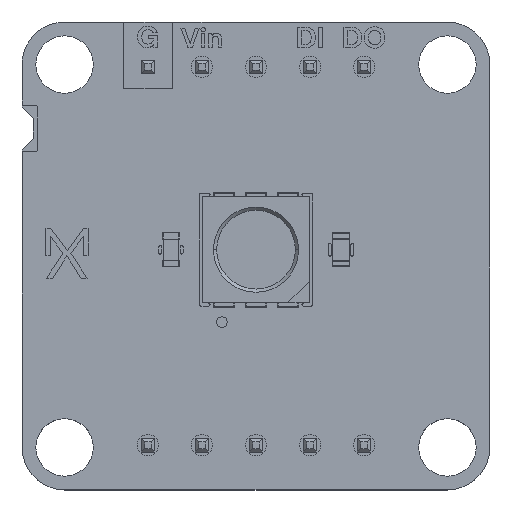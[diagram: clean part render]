
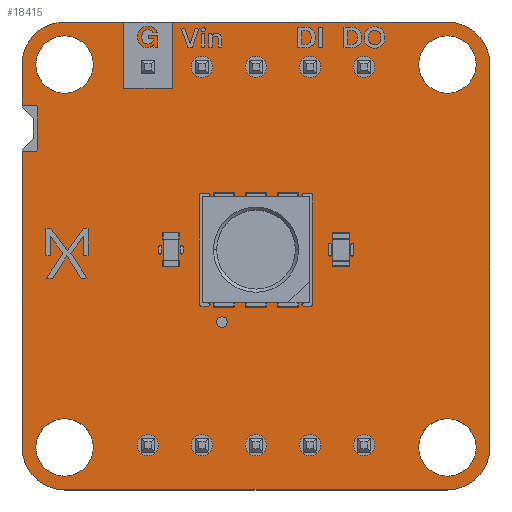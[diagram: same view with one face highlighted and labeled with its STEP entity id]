
A CAD part, top view. The second image highlights one B-rep face of the part: STEP entity #18415.
In plain terms, the highlighted planar face has unit normal (0, 0, 1).
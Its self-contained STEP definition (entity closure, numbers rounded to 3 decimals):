
#18080 = VERTEX_POINT('',#18081);
#18081 = CARTESIAN_POINT('',(9.,10.957,1.51));
#18087 = EDGE_CURVE('',#18080,#18088,#18090,.T.);
#18088 = VERTEX_POINT('',#18089);
#18089 = CARTESIAN_POINT('',(11.,8.957,1.51));
#18090 = CIRCLE('',#18091,2.);
#18091 = AXIS2_PLACEMENT_3D('',#18092,#18093,#18094);
#18092 = CARTESIAN_POINT('',(9.,8.957,1.51));
#18093 = DIRECTION('',(0.,0.,-1.));
#18094 = DIRECTION('',(0.,1.,0.));
#18122 = VERTEX_POINT('',#18123);
#18123 = CARTESIAN_POINT('',(-8.991,10.957,1.51));
#18129 = EDGE_CURVE('',#18122,#18080,#18130,.T.);
#18130 = LINE('',#18131,#18132);
#18131 = CARTESIAN_POINT('',(-8.991,10.957,1.51));
#18132 = VECTOR('',#18133,1.);
#18133 = DIRECTION('',(1.,0.,0.));
#18151 = EDGE_CURVE('',#18088,#18152,#18154,.T.);
#18152 = VERTEX_POINT('',#18153);
#18153 = CARTESIAN_POINT('',(11.,-9.043,1.51));
#18154 = LINE('',#18155,#18156);
#18155 = CARTESIAN_POINT('',(11.,8.957,1.51));
#18156 = VECTOR('',#18157,1.);
#18157 = DIRECTION('',(0.,-1.,0.));
#18415 = ADVANCED_FACE('',(#18416,#18494,#18505,#18516,#18527,#18538,
    #18549,#18560,#18571,#18582,#18593,#18604,#18615,#18626,#18637),
  #18648,.T.);
#18416 = FACE_BOUND('',#18417,.T.);
#18417 = EDGE_LOOP('',(#18418,#18419,#18420,#18429,#18437,#18445,#18453,
    #18461,#18469,#18478,#18486,#18493));
#18418 = ORIENTED_EDGE('',*,*,#18087,.F.);
#18419 = ORIENTED_EDGE('',*,*,#18129,.F.);
#18420 = ORIENTED_EDGE('',*,*,#18421,.F.);
#18421 = EDGE_CURVE('',#18422,#18122,#18424,.T.);
#18422 = VERTEX_POINT('',#18423);
#18423 = CARTESIAN_POINT('',(-11.,8.957,1.51));
#18424 = CIRCLE('',#18425,2.);
#18425 = AXIS2_PLACEMENT_3D('',#18426,#18427,#18428);
#18426 = CARTESIAN_POINT('',(-9.,8.957,1.51));
#18427 = DIRECTION('',(0.,0.,-1.));
#18428 = DIRECTION('',(-1.,0.,0.));
#18429 = ORIENTED_EDGE('',*,*,#18430,.F.);
#18430 = EDGE_CURVE('',#18431,#18422,#18433,.T.);
#18431 = VERTEX_POINT('',#18432);
#18432 = CARTESIAN_POINT('',(-11.,6.957,1.51));
#18433 = LINE('',#18434,#18435);
#18434 = CARTESIAN_POINT('',(-11.,6.957,1.51));
#18435 = VECTOR('',#18436,1.);
#18436 = DIRECTION('',(0.,1.,0.));
#18437 = ORIENTED_EDGE('',*,*,#18438,.F.);
#18438 = EDGE_CURVE('',#18439,#18431,#18441,.T.);
#18439 = VERTEX_POINT('',#18440);
#18440 = CARTESIAN_POINT('',(-10.47,6.427,1.51));
#18441 = LINE('',#18442,#18443);
#18442 = CARTESIAN_POINT('',(-10.47,6.427,1.51));
#18443 = VECTOR('',#18444,1.);
#18444 = DIRECTION('',(-0.707,0.707,0.));
#18445 = ORIENTED_EDGE('',*,*,#18446,.F.);
#18446 = EDGE_CURVE('',#18447,#18439,#18449,.T.);
#18447 = VERTEX_POINT('',#18448);
#18448 = CARTESIAN_POINT('',(-10.47,5.487,1.51));
#18449 = LINE('',#18450,#18451);
#18450 = CARTESIAN_POINT('',(-10.47,5.487,1.51));
#18451 = VECTOR('',#18452,1.);
#18452 = DIRECTION('',(0.,1.,0.));
#18453 = ORIENTED_EDGE('',*,*,#18454,.F.);
#18454 = EDGE_CURVE('',#18455,#18447,#18457,.T.);
#18455 = VERTEX_POINT('',#18456);
#18456 = CARTESIAN_POINT('',(-11.,4.957,1.51));
#18457 = LINE('',#18458,#18459);
#18458 = CARTESIAN_POINT('',(-11.,4.957,1.51));
#18459 = VECTOR('',#18460,1.);
#18460 = DIRECTION('',(0.707,0.707,0.));
#18461 = ORIENTED_EDGE('',*,*,#18462,.F.);
#18462 = EDGE_CURVE('',#18463,#18455,#18465,.T.);
#18463 = VERTEX_POINT('',#18464);
#18464 = CARTESIAN_POINT('',(-11.,-9.043,1.51));
#18465 = LINE('',#18466,#18467);
#18466 = CARTESIAN_POINT('',(-11.,-9.043,1.51));
#18467 = VECTOR('',#18468,1.);
#18468 = DIRECTION('',(0.,1.,0.));
#18469 = ORIENTED_EDGE('',*,*,#18470,.F.);
#18470 = EDGE_CURVE('',#18471,#18463,#18473,.T.);
#18471 = VERTEX_POINT('',#18472);
#18472 = CARTESIAN_POINT('',(-9.,-11.043,1.51));
#18473 = CIRCLE('',#18474,2.);
#18474 = AXIS2_PLACEMENT_3D('',#18475,#18476,#18477);
#18475 = CARTESIAN_POINT('',(-9.,-9.043,1.51));
#18476 = DIRECTION('',(0.,0.,-1.));
#18477 = DIRECTION('',(0.,-1.,0.));
#18478 = ORIENTED_EDGE('',*,*,#18479,.F.);
#18479 = EDGE_CURVE('',#18480,#18471,#18482,.T.);
#18480 = VERTEX_POINT('',#18481);
#18481 = CARTESIAN_POINT('',(9.,-11.043,1.51));
#18482 = LINE('',#18483,#18484);
#18483 = CARTESIAN_POINT('',(9.,-11.043,1.51));
#18484 = VECTOR('',#18485,1.);
#18485 = DIRECTION('',(-1.,0.,0.));
#18486 = ORIENTED_EDGE('',*,*,#18487,.F.);
#18487 = EDGE_CURVE('',#18152,#18480,#18488,.T.);
#18488 = CIRCLE('',#18489,2.);
#18489 = AXIS2_PLACEMENT_3D('',#18490,#18491,#18492);
#18490 = CARTESIAN_POINT('',(9.,-9.043,1.51));
#18491 = DIRECTION('',(0.,0.,-1.));
#18492 = DIRECTION('',(1.,0.,0.));
#18493 = ORIENTED_EDGE('',*,*,#18151,.F.);
#18494 = FACE_BOUND('',#18495,.T.);
#18495 = EDGE_LOOP('',(#18496));
#18496 = ORIENTED_EDGE('',*,*,#18497,.T.);
#18497 = EDGE_CURVE('',#18498,#18498,#18500,.T.);
#18498 = VERTEX_POINT('',#18499);
#18499 = CARTESIAN_POINT('',(-9.,-10.393,1.51));
#18500 = CIRCLE('',#18501,1.35);
#18501 = AXIS2_PLACEMENT_3D('',#18502,#18503,#18504);
#18502 = CARTESIAN_POINT('',(-9.,-9.043,1.51));
#18503 = DIRECTION('',(-0.,0.,-1.));
#18504 = DIRECTION('',(-0.,-1.,0.));
#18505 = FACE_BOUND('',#18506,.T.);
#18506 = EDGE_LOOP('',(#18507));
#18507 = ORIENTED_EDGE('',*,*,#18508,.T.);
#18508 = EDGE_CURVE('',#18509,#18509,#18511,.T.);
#18509 = VERTEX_POINT('',#18510);
#18510 = CARTESIAN_POINT('',(-5.08,-9.433,1.51));
#18511 = CIRCLE('',#18512,0.5);
#18512 = AXIS2_PLACEMENT_3D('',#18513,#18514,#18515);
#18513 = CARTESIAN_POINT('',(-5.08,-8.933,1.51));
#18514 = DIRECTION('',(-0.,0.,-1.));
#18515 = DIRECTION('',(-0.,-1.,0.));
#18516 = FACE_BOUND('',#18517,.T.);
#18517 = EDGE_LOOP('',(#18518));
#18518 = ORIENTED_EDGE('',*,*,#18519,.T.);
#18519 = EDGE_CURVE('',#18520,#18520,#18522,.T.);
#18520 = VERTEX_POINT('',#18521);
#18521 = CARTESIAN_POINT('',(-2.54,-9.433,1.51));
#18522 = CIRCLE('',#18523,0.5);
#18523 = AXIS2_PLACEMENT_3D('',#18524,#18525,#18526);
#18524 = CARTESIAN_POINT('',(-2.54,-8.933,1.51));
#18525 = DIRECTION('',(-0.,0.,-1.));
#18526 = DIRECTION('',(-0.,-1.,0.));
#18527 = FACE_BOUND('',#18528,.T.);
#18528 = EDGE_LOOP('',(#18529));
#18529 = ORIENTED_EDGE('',*,*,#18530,.T.);
#18530 = EDGE_CURVE('',#18531,#18531,#18533,.T.);
#18531 = VERTEX_POINT('',#18532);
#18532 = CARTESIAN_POINT('',(0.,-9.433,1.51));
#18533 = CIRCLE('',#18534,0.5);
#18534 = AXIS2_PLACEMENT_3D('',#18535,#18536,#18537);
#18535 = CARTESIAN_POINT('',(0.,-8.933,1.51));
#18536 = DIRECTION('',(-0.,0.,-1.));
#18537 = DIRECTION('',(0.,-1.,0.));
#18538 = FACE_BOUND('',#18539,.T.);
#18539 = EDGE_LOOP('',(#18540));
#18540 = ORIENTED_EDGE('',*,*,#18541,.T.);
#18541 = EDGE_CURVE('',#18542,#18542,#18544,.T.);
#18542 = VERTEX_POINT('',#18543);
#18543 = CARTESIAN_POINT('',(2.54,-9.433,1.51));
#18544 = CIRCLE('',#18545,0.5);
#18545 = AXIS2_PLACEMENT_3D('',#18546,#18547,#18548);
#18546 = CARTESIAN_POINT('',(2.54,-8.933,1.51));
#18547 = DIRECTION('',(-0.,0.,-1.));
#18548 = DIRECTION('',(-0.,-1.,0.));
#18549 = FACE_BOUND('',#18550,.T.);
#18550 = EDGE_LOOP('',(#18551));
#18551 = ORIENTED_EDGE('',*,*,#18552,.T.);
#18552 = EDGE_CURVE('',#18553,#18553,#18555,.T.);
#18553 = VERTEX_POINT('',#18554);
#18554 = CARTESIAN_POINT('',(5.08,-9.433,1.51));
#18555 = CIRCLE('',#18556,0.5);
#18556 = AXIS2_PLACEMENT_3D('',#18557,#18558,#18559);
#18557 = CARTESIAN_POINT('',(5.08,-8.933,1.51));
#18558 = DIRECTION('',(-0.,0.,-1.));
#18559 = DIRECTION('',(-0.,-1.,0.));
#18560 = FACE_BOUND('',#18561,.T.);
#18561 = EDGE_LOOP('',(#18562));
#18562 = ORIENTED_EDGE('',*,*,#18563,.T.);
#18563 = EDGE_CURVE('',#18564,#18564,#18566,.T.);
#18564 = VERTEX_POINT('',#18565);
#18565 = CARTESIAN_POINT('',(9.,-10.393,1.51));
#18566 = CIRCLE('',#18567,1.35);
#18567 = AXIS2_PLACEMENT_3D('',#18568,#18569,#18570);
#18568 = CARTESIAN_POINT('',(9.,-9.043,1.51));
#18569 = DIRECTION('',(-0.,0.,-1.));
#18570 = DIRECTION('',(-0.,-1.,0.));
#18571 = FACE_BOUND('',#18572,.T.);
#18572 = EDGE_LOOP('',(#18573));
#18573 = ORIENTED_EDGE('',*,*,#18574,.T.);
#18574 = EDGE_CURVE('',#18575,#18575,#18577,.T.);
#18575 = VERTEX_POINT('',#18576);
#18576 = CARTESIAN_POINT('',(-9.,7.607,1.51));
#18577 = CIRCLE('',#18578,1.35);
#18578 = AXIS2_PLACEMENT_3D('',#18579,#18580,#18581);
#18579 = CARTESIAN_POINT('',(-9.,8.957,1.51));
#18580 = DIRECTION('',(-0.,0.,-1.));
#18581 = DIRECTION('',(-0.,-1.,0.));
#18582 = FACE_BOUND('',#18583,.T.);
#18583 = EDGE_LOOP('',(#18584));
#18584 = ORIENTED_EDGE('',*,*,#18585,.T.);
#18585 = EDGE_CURVE('',#18586,#18586,#18588,.T.);
#18586 = VERTEX_POINT('',#18587);
#18587 = CARTESIAN_POINT('',(-5.08,8.347,1.51));
#18588 = CIRCLE('',#18589,0.5);
#18589 = AXIS2_PLACEMENT_3D('',#18590,#18591,#18592);
#18590 = CARTESIAN_POINT('',(-5.08,8.847,1.51));
#18591 = DIRECTION('',(-0.,0.,-1.));
#18592 = DIRECTION('',(-0.,-1.,0.));
#18593 = FACE_BOUND('',#18594,.T.);
#18594 = EDGE_LOOP('',(#18595));
#18595 = ORIENTED_EDGE('',*,*,#18596,.T.);
#18596 = EDGE_CURVE('',#18597,#18597,#18599,.T.);
#18597 = VERTEX_POINT('',#18598);
#18598 = CARTESIAN_POINT('',(-2.54,8.347,1.51));
#18599 = CIRCLE('',#18600,0.5);
#18600 = AXIS2_PLACEMENT_3D('',#18601,#18602,#18603);
#18601 = CARTESIAN_POINT('',(-2.54,8.847,1.51));
#18602 = DIRECTION('',(-0.,0.,-1.));
#18603 = DIRECTION('',(-0.,-1.,0.));
#18604 = FACE_BOUND('',#18605,.T.);
#18605 = EDGE_LOOP('',(#18606));
#18606 = ORIENTED_EDGE('',*,*,#18607,.T.);
#18607 = EDGE_CURVE('',#18608,#18608,#18610,.T.);
#18608 = VERTEX_POINT('',#18609);
#18609 = CARTESIAN_POINT('',(0.,8.347,1.51));
#18610 = CIRCLE('',#18611,0.5);
#18611 = AXIS2_PLACEMENT_3D('',#18612,#18613,#18614);
#18612 = CARTESIAN_POINT('',(0.,8.847,1.51));
#18613 = DIRECTION('',(-0.,0.,-1.));
#18614 = DIRECTION('',(0.,-1.,0.));
#18615 = FACE_BOUND('',#18616,.T.);
#18616 = EDGE_LOOP('',(#18617));
#18617 = ORIENTED_EDGE('',*,*,#18618,.T.);
#18618 = EDGE_CURVE('',#18619,#18619,#18621,.T.);
#18619 = VERTEX_POINT('',#18620);
#18620 = CARTESIAN_POINT('',(2.54,8.347,1.51));
#18621 = CIRCLE('',#18622,0.5);
#18622 = AXIS2_PLACEMENT_3D('',#18623,#18624,#18625);
#18623 = CARTESIAN_POINT('',(2.54,8.847,1.51));
#18624 = DIRECTION('',(-0.,0.,-1.));
#18625 = DIRECTION('',(-0.,-1.,0.));
#18626 = FACE_BOUND('',#18627,.T.);
#18627 = EDGE_LOOP('',(#18628));
#18628 = ORIENTED_EDGE('',*,*,#18629,.T.);
#18629 = EDGE_CURVE('',#18630,#18630,#18632,.T.);
#18630 = VERTEX_POINT('',#18631);
#18631 = CARTESIAN_POINT('',(5.08,8.347,1.51));
#18632 = CIRCLE('',#18633,0.5);
#18633 = AXIS2_PLACEMENT_3D('',#18634,#18635,#18636);
#18634 = CARTESIAN_POINT('',(5.08,8.847,1.51));
#18635 = DIRECTION('',(-0.,0.,-1.));
#18636 = DIRECTION('',(-0.,-1.,0.));
#18637 = FACE_BOUND('',#18638,.T.);
#18638 = EDGE_LOOP('',(#18639));
#18639 = ORIENTED_EDGE('',*,*,#18640,.T.);
#18640 = EDGE_CURVE('',#18641,#18641,#18643,.T.);
#18641 = VERTEX_POINT('',#18642);
#18642 = CARTESIAN_POINT('',(9.,7.607,1.51));
#18643 = CIRCLE('',#18644,1.35);
#18644 = AXIS2_PLACEMENT_3D('',#18645,#18646,#18647);
#18645 = CARTESIAN_POINT('',(9.,8.957,1.51));
#18646 = DIRECTION('',(-0.,0.,-1.));
#18647 = DIRECTION('',(-0.,-1.,0.));
#18648 = PLANE('',#18649);
#18649 = AXIS2_PLACEMENT_3D('',#18650,#18651,#18652);
#18650 = CARTESIAN_POINT('',(0.,0.,1.51));
#18651 = DIRECTION('',(0.,0.,1.));
#18652 = DIRECTION('',(1.,0.,-0.));
